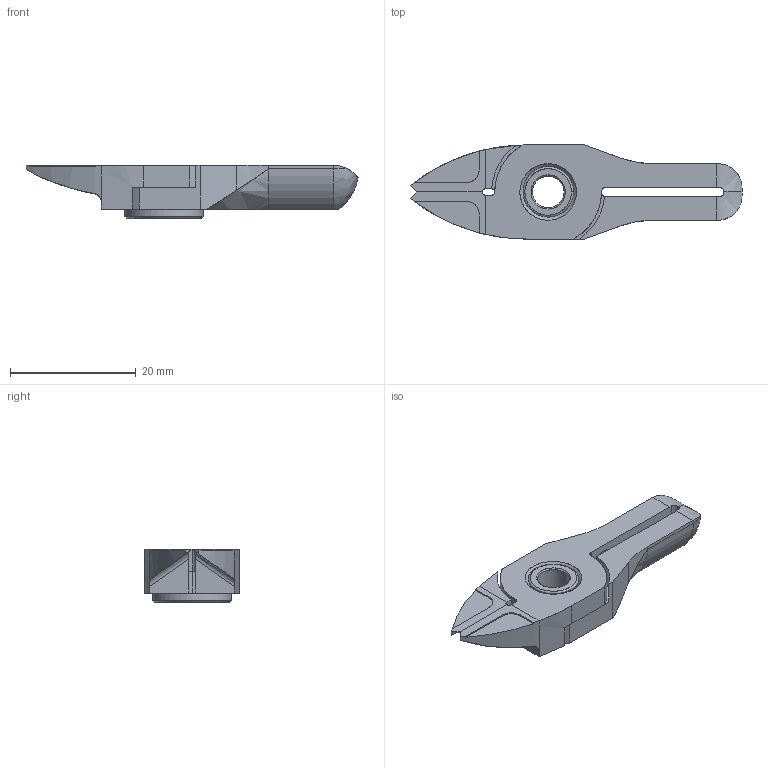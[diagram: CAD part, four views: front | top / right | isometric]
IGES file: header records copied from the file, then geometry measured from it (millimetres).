
Global section: file name: 9H; native system: Rhinoceros ( May 10 2018 ); preprocessor: Trout Lake IGES 012 May 10 2018; date: 180523.022624; units: millimetre
Bounding box: 52.87 x 15 x 8.5 mm (x, y, z)
Surface area: 3311.4 mm2 (no closed solid volume)
Topology: 0 solids, 0 shells, 104 faces, 704 edges, 680 vertices
Faces by surface type: bspline 104
